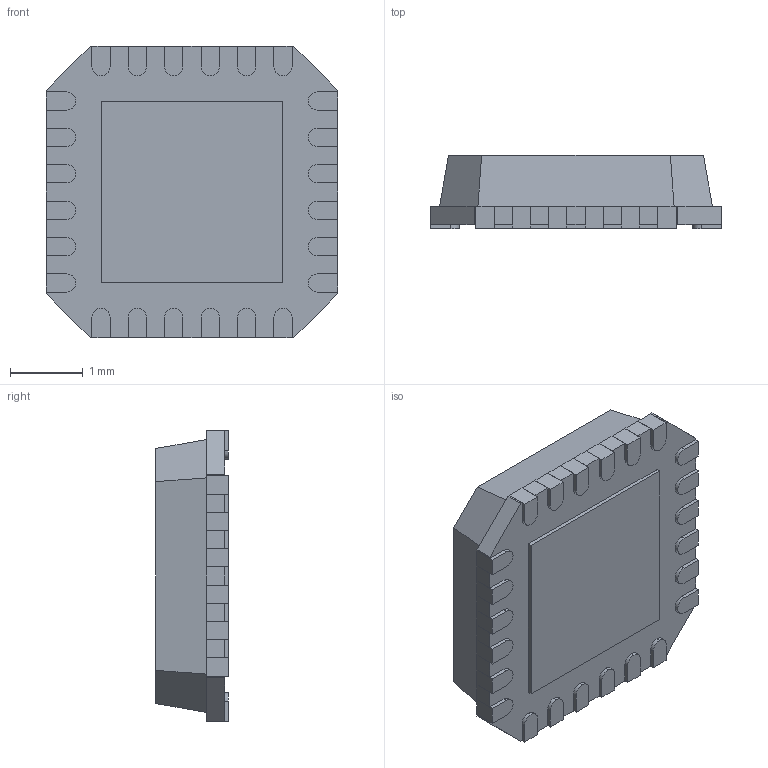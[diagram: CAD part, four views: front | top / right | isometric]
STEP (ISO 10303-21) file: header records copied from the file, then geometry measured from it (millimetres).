
FILE_DESCRIPTION (( 'STEP AP214' ), '1' );
FILE_NAME ('LAN8720A-CP.STEP', '2024-01-17T17:44:58', ( '' ), ( '' ), 'SwSTEP 2.0', 'SolidWorks 2021', '' );
FILE_SCHEMA (( 'AUTOMOTIVE_DESIGN' ));
Length unit declared in the file: millimetre
Products named in the file (1): LAN8720A-CP
Bounding box: 4 x 1 x 4 mm (x, y, z)
Volume: 13.1 mm3; surface area: 76.1 mm2
Topology: 27 solids, 27 shells, 336 faces, 792 edges, 512 vertices
Faces by surface type: plane 272, cylinder 64
Entity records: 9768 total; most frequent: CARTESIAN_POINT 1641, DIRECTION 1594, ORIENTED_EDGE 1584, EDGE_CURVE 792, VECTOR 664, LINE 664, VERTEX_POINT 512, AXIS2_PLACEMENT_3D 465
